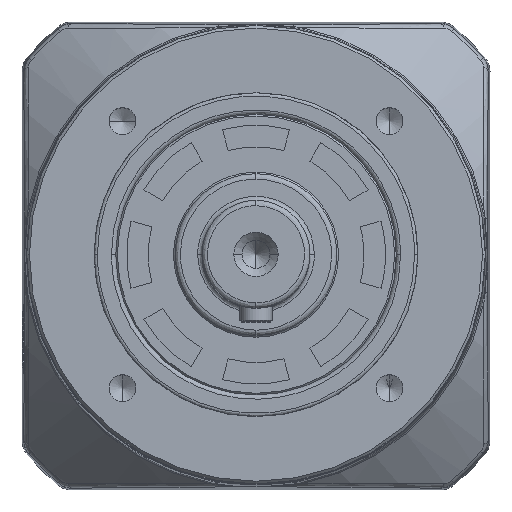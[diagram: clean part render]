
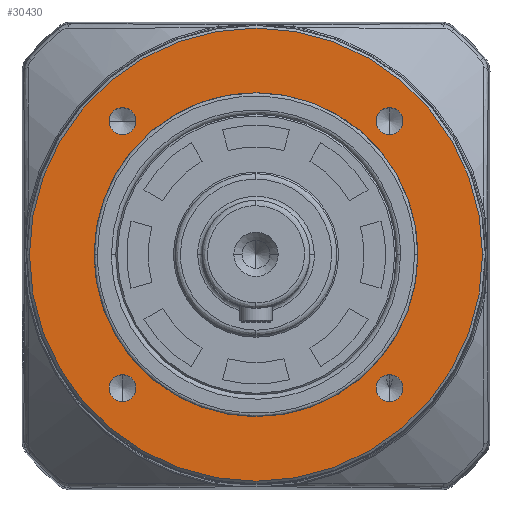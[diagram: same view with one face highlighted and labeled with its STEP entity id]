
A CAD part, top view. The second image highlights one B-rep face of the part: STEP entity #30430.
In plain terms, the highlighted planar face has unit normal (0, 0, 1).
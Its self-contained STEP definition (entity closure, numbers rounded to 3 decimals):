
#422 = VERTEX_POINT ( 'NONE', #9916 ) ;
#635 = ORIENTED_EDGE ( 'NONE', *, *, #14519, .T. ) ;
#2366 = CARTESIAN_POINT ( 'NONE',  ( 0., 0., 41.5 ) ) ;
#2373 = FACE_BOUND ( 'NONE', #7281, .T. ) ;
#2595 = EDGE_CURVE ( 'NONE', #30143, #27299, #31195, .T. ) ;
#2740 = ORIENTED_EDGE ( 'NONE', *, *, #11894, .T. ) ;
#2787 = FACE_BOUND ( 'NONE', #26455, .T. ) ;
#3065 = VERTEX_POINT ( 'NONE', #26294 ) ;
#3207 = EDGE_CURVE ( 'NONE', #14672, #16961, #13070, .T. ) ;
#3305 = AXIS2_PLACEMENT_3D ( 'NONE', #21448, #21409, #21294 ) ;
#4876 = EDGE_CURVE ( 'NONE', #3065, #30157, #5926, .T. ) ;
#4924 = EDGE_CURVE ( 'NONE', #422, #13178, #17122, .T. ) ;
#5048 = CIRCLE ( 'NONE', #16847, 30. ) ;
#5073 = CARTESIAN_POINT ( 'NONE',  ( -30., 0., 41.5 ) ) ;
#5623 = DIRECTION ( 'NONE',  ( 0., 0., -1. ) ) ;
#5709 = ORIENTED_EDGE ( 'NONE', *, *, #31943, .T. ) ;
#5766 = CARTESIAN_POINT ( 'NONE',  ( 22.249, -24.749, 41.5 ) ) ;
#5793 = CARTESIAN_POINT ( 'NONE',  ( 22.249, 24.749, 41.5 ) ) ;
#5926 = CIRCLE ( 'NONE', #24663, 2.5 ) ;
#5959 = CARTESIAN_POINT ( 'NONE',  ( -22.249, 24.749, 41.5 ) ) ;
#7281 = EDGE_LOOP ( 'NONE', ( #5709, #14690 ) ) ;
#7431 = VERTEX_POINT ( 'NONE', #28286 ) ;
#7660 = AXIS2_PLACEMENT_3D ( 'NONE', #13534, #13491, #13483 ) ;
#7770 = EDGE_CURVE ( 'NONE', #7431, #11712, #31834, .T. ) ;
#8162 = CIRCLE ( 'NONE', #7660, 2.5 ) ;
#8547 = AXIS2_PLACEMENT_3D ( 'NONE', #22379, #30678, #24343 ) ;
#8755 = AXIS2_PLACEMENT_3D ( 'NONE', #23713, #20532, #32873 ) ;
#9774 = FACE_BOUND ( 'NONE', #32961, .T. ) ;
#9916 = CARTESIAN_POINT ( 'NONE',  ( -27.249, -24.749, 41.5 ) ) ;
#11712 = VERTEX_POINT ( 'NONE', #5793 ) ;
#11894 = EDGE_CURVE ( 'NONE', #13178, #422, #24807, .T. ) ;
#11927 = EDGE_CURVE ( 'NONE', #11712, #7431, #18913, .T. ) ;
#13070 = CIRCLE ( 'NONE', #28808, 42. ) ;
#13178 = VERTEX_POINT ( 'NONE', #15516 ) ;
#13214 = CIRCLE ( 'NONE', #3305, 2.5 ) ;
#13483 = DIRECTION ( 'NONE',  ( 1., 0., 0. ) ) ;
#13491 = DIRECTION ( 'NONE',  ( 0., 0., -1. ) ) ;
#13534 = CARTESIAN_POINT ( 'NONE',  ( -24.749, 24.749, 41.5 ) ) ;
#13684 = VERTEX_POINT ( 'NONE', #5073 ) ;
#13809 = EDGE_LOOP ( 'NONE', ( #21753, #24650 ) ) ;
#14519 = EDGE_CURVE ( 'NONE', #27299, #30143, #13214, .T. ) ;
#14672 = VERTEX_POINT ( 'NONE', #19846 ) ;
#14690 = ORIENTED_EDGE ( 'NONE', *, *, #4876, .T. ) ;
#14853 = CARTESIAN_POINT ( 'NONE',  ( 42., 0., 41.5 ) ) ;
#15451 = DIRECTION ( 'NONE',  ( 1., 0., 0. ) ) ;
#15486 = DIRECTION ( 'NONE',  ( 0., 0., -1. ) ) ;
#15493 = FACE_OUTER_BOUND ( 'NONE', #33526, .T. ) ;
#15516 = CARTESIAN_POINT ( 'NONE',  ( -22.249, -24.749, 41.5 ) ) ;
#15534 = CARTESIAN_POINT ( 'NONE',  ( 0., 0., 41.5 ) ) ;
#16847 = AXIS2_PLACEMENT_3D ( 'NONE', #2366, #5623, #33805 ) ;
#16961 = VERTEX_POINT ( 'NONE', #14853 ) ;
#17122 = CIRCLE ( 'NONE', #24516, 2.5 ) ;
#17874 = CARTESIAN_POINT ( 'NONE',  ( 24.749, -24.749, 41.5 ) ) ;
#18307 = DIRECTION ( 'NONE',  ( 0., 0., -1. ) ) ;
#18435 = DIRECTION ( 'NONE',  ( 1., 0., 0. ) ) ;
#18510 = CIRCLE ( 'NONE', #20712, 30. ) ;
#18539 = ORIENTED_EDGE ( 'NONE', *, *, #3207, .F. ) ;
#18709 = AXIS2_PLACEMENT_3D ( 'NONE', #20341, #20315, #20271 ) ;
#18913 = CIRCLE ( 'NONE', #8547, 2.5 ) ;
#19846 = CARTESIAN_POINT ( 'NONE',  ( -42., 0., 41.5 ) ) ;
#20271 = DIRECTION ( 'NONE',  ( 1., 0., 0. ) ) ;
#20315 = DIRECTION ( 'NONE',  ( 0., 0., -1. ) ) ;
#20341 = CARTESIAN_POINT ( 'NONE',  ( 24.749, 24.749, 41.5 ) ) ;
#20498 = ORIENTED_EDGE ( 'NONE', *, *, #30532, .F. ) ;
#20532 = DIRECTION ( 'NONE',  ( 0., 0., -1. ) ) ;
#20712 = AXIS2_PLACEMENT_3D ( 'NONE', #15534, #15486, #15451 ) ;
#20790 = ORIENTED_EDGE ( 'NONE', *, *, #7770, .T. ) ;
#21294 = DIRECTION ( 'NONE',  ( 1., 0., 0. ) ) ;
#21409 = DIRECTION ( 'NONE',  ( 0., 0., -1. ) ) ;
#21448 = CARTESIAN_POINT ( 'NONE',  ( 24.749, -24.749, 41.5 ) ) ;
#21560 = DIRECTION ( 'NONE',  ( -1., 0., 0. ) ) ;
#21630 = DIRECTION ( 'NONE',  ( 0., 0., -1. ) ) ;
#21667 = CARTESIAN_POINT ( 'NONE',  ( 0., 0., 41.5 ) ) ;
#21753 = ORIENTED_EDGE ( 'NONE', *, *, #30030, .T. ) ;
#22379 = CARTESIAN_POINT ( 'NONE',  ( 24.749, 24.749, 41.5 ) ) ;
#22825 = ORIENTED_EDGE ( 'NONE', *, *, #11927, .T. ) ;
#23112 = EDGE_CURVE ( 'NONE', #13684, #25893, #5048, .T. ) ;
#23713 = CARTESIAN_POINT ( 'NONE',  ( -24.749, -24.749, 41.5 ) ) ;
#23989 = DIRECTION ( 'NONE',  ( -1., 0., 0. ) ) ;
#24105 = DIRECTION ( 'NONE',  ( 0., 0., -1. ) ) ;
#24321 = FACE_BOUND ( 'NONE', #13809, .T. ) ;
#24324 = CARTESIAN_POINT ( 'NONE',  ( 0., 0., 41.5 ) ) ;
#24343 = DIRECTION ( 'NONE',  ( 1., 0., 0. ) ) ;
#24516 = AXIS2_PLACEMENT_3D ( 'NONE', #31289, #31284, #31242 ) ;
#24650 = ORIENTED_EDGE ( 'NONE', *, *, #23112, .T. ) ;
#24663 = AXIS2_PLACEMENT_3D ( 'NONE', #31746, #31740, #31690 ) ;
#24686 = AXIS2_PLACEMENT_3D ( 'NONE', #32785, #31341, #31159 ) ;
#24807 = CIRCLE ( 'NONE', #8755, 2.5 ) ;
#24883 = CARTESIAN_POINT ( 'NONE',  ( 30., 0., 41.5 ) ) ;
#25893 = VERTEX_POINT ( 'NONE', #24883 ) ;
#26294 = CARTESIAN_POINT ( 'NONE',  ( -27.249, 24.749, 41.5 ) ) ;
#26455 = EDGE_LOOP ( 'NONE', ( #635, #31725 ) ) ;
#27132 = AXIS2_PLACEMENT_3D ( 'NONE', #24324, #24105, #23989 ) ;
#27299 = VERTEX_POINT ( 'NONE', #33136 ) ;
#28286 = CARTESIAN_POINT ( 'NONE',  ( 27.249, 24.749, 41.5 ) ) ;
#28808 = AXIS2_PLACEMENT_3D ( 'NONE', #21667, #21630, #21560 ) ;
#30030 = EDGE_CURVE ( 'NONE', #25893, #13684, #18510, .T. ) ;
#30126 = EDGE_LOOP ( 'NONE', ( #2740, #32725 ) ) ;
#30143 = VERTEX_POINT ( 'NONE', #5766 ) ;
#30157 = VERTEX_POINT ( 'NONE', #5959 ) ;
#30430 = ADVANCED_FACE ( 'NONE', ( #24321, #15493, #9774, #2787, #32596, #2373 ), #33476, .T. ) ;
#30491 = AXIS2_PLACEMENT_3D ( 'NONE', #17874, #18307, #18435 ) ;
#30532 = EDGE_CURVE ( 'NONE', #16961, #14672, #33893, .T. ) ;
#30678 = DIRECTION ( 'NONE',  ( 0., 0., -1. ) ) ;
#31159 = DIRECTION ( 'NONE',  ( 1., 0., 0. ) ) ;
#31195 = CIRCLE ( 'NONE', #30491, 2.5 ) ;
#31242 = DIRECTION ( 'NONE',  ( 1., 0., 0. ) ) ;
#31284 = DIRECTION ( 'NONE',  ( 0., 0., -1. ) ) ;
#31289 = CARTESIAN_POINT ( 'NONE',  ( -24.749, -24.749, 41.5 ) ) ;
#31341 = DIRECTION ( 'NONE',  ( 0., 0., 1. ) ) ;
#31690 = DIRECTION ( 'NONE',  ( 1., 0., 0. ) ) ;
#31725 = ORIENTED_EDGE ( 'NONE', *, *, #2595, .T. ) ;
#31740 = DIRECTION ( 'NONE',  ( 0., 0., -1. ) ) ;
#31746 = CARTESIAN_POINT ( 'NONE',  ( -24.749, 24.749, 41.5 ) ) ;
#31834 = CIRCLE ( 'NONE', #18709, 2.5 ) ;
#31943 = EDGE_CURVE ( 'NONE', #30157, #3065, #8162, .T. ) ;
#32596 = FACE_BOUND ( 'NONE', #30126, .T. ) ;
#32725 = ORIENTED_EDGE ( 'NONE', *, *, #4924, .T. ) ;
#32785 = CARTESIAN_POINT ( 'NONE',  ( 0., 0., 41.5 ) ) ;
#32873 = DIRECTION ( 'NONE',  ( 1., 0., 0. ) ) ;
#32961 = EDGE_LOOP ( 'NONE', ( #20790, #22825 ) ) ;
#33136 = CARTESIAN_POINT ( 'NONE',  ( 27.249, -24.749, 41.5 ) ) ;
#33476 = PLANE ( 'NONE',  #24686 ) ;
#33526 = EDGE_LOOP ( 'NONE', ( #18539, #20498 ) ) ;
#33805 = DIRECTION ( 'NONE',  ( 1., 0., 0. ) ) ;
#33893 = CIRCLE ( 'NONE', #27132, 42. ) ;
